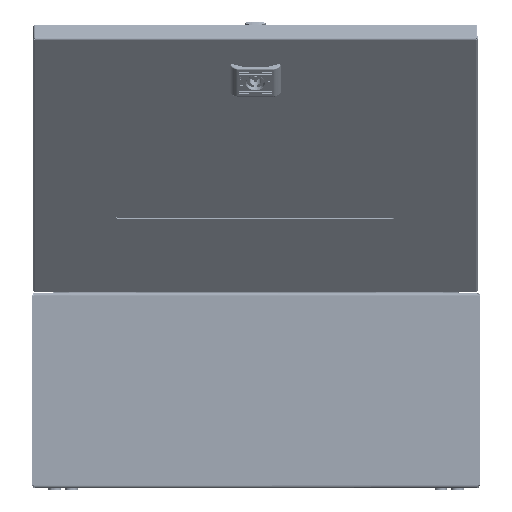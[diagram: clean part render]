
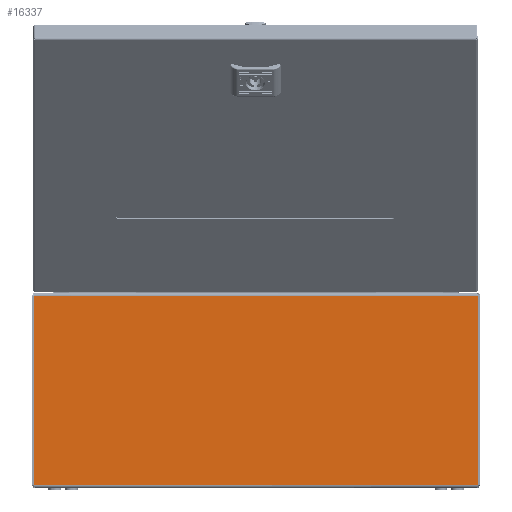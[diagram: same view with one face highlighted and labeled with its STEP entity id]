
A CAD part, front view. The second image highlights one B-rep face of the part: STEP entity #16337.
In plain terms, the highlighted planar face has unit normal (0, -1, 0).
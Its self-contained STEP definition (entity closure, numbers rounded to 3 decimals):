
#2092 = VERTEX_POINT ( 'NONE', #63854 ) ;
#2199 = VERTEX_POINT ( 'NONE', #139463 ) ;
#16337 = ADVANCED_FACE ( 'NONE', ( #29978 ), #29979, .F. ) ;
#22463 = LINE ( 'NONE', #22466, #43934 ) ;
#22466 = CARTESIAN_POINT ( 'NONE',  ( 197.793, -150., 170.5 ) ) ;
#22468 = DIRECTION ( 'NONE',  ( -1., 0., 0. ) ) ;
#29975 = CARTESIAN_POINT ( 'NONE',  ( -198.5, -150., 172. ) ) ;
#29978 = FACE_OUTER_BOUND ( 'NONE', #139060, .T. ) ;
#29979 = PLANE ( 'NONE',  #133708 ) ;
#29982 = DIRECTION ( 'NONE',  ( 0., 1., 0. ) ) ;
#29983 = DIRECTION ( 'NONE',  ( 0., 0., 1. ) ) ;
#43196 = VECTOR ( 'NONE', #146064, 1000. ) ;
#43562 = VECTOR ( 'NONE', #144995, 1000. ) ;
#43934 = VECTOR ( 'NONE', #22468, 1000. ) ;
#44210 = VECTOR ( 'NONE', #144982, 1000. ) ;
#62944 = VERTEX_POINT ( 'NONE', #92263 ) ;
#63854 = CARTESIAN_POINT ( 'NONE',  ( 198.4, -150., 170.5 ) ) ;
#65522 = CARTESIAN_POINT ( 'NONE',  ( -198.4, -150., 1.5 ) ) ;
#85049 = ORIENTED_EDGE ( 'NONE', *, *, #110945, .T. ) ;
#85052 = ORIENTED_EDGE ( 'NONE', *, *, #109367, .F. ) ;
#85055 = ORIENTED_EDGE ( 'NONE', *, *, #109370, .F. ) ;
#85058 = ORIENTED_EDGE ( 'NONE', *, *, #109604, .T. ) ;
#92263 = CARTESIAN_POINT ( 'NONE',  ( 198.4, -150., 1.5 ) ) ;
#109367 = EDGE_CURVE ( 'NONE', #114692, #2199, #144977, .T. ) ;
#109370 = EDGE_CURVE ( 'NONE', #62944, #114692, #144990, .T. ) ;
#109604 = EDGE_CURVE ( 'NONE', #62944, #2092, #146061, .T. ) ;
#110945 = EDGE_CURVE ( 'NONE', #2092, #2199, #22463, .T. ) ;
#114692 = VERTEX_POINT ( 'NONE', #65522 ) ;
#133708 = AXIS2_PLACEMENT_3D ( 'NONE', #29975, #29982, #29983 ) ;
#139060 = EDGE_LOOP ( 'NONE', ( #85049, #85052, #85055, #85058 ) ) ;
#139463 = CARTESIAN_POINT ( 'NONE',  ( -198.4, -150., 170.5 ) ) ;
#144977 = LINE ( 'NONE', #144978, #44210 ) ;
#144978 = CARTESIAN_POINT ( 'NONE',  ( -198.4, -150., 1.5 ) ) ;
#144982 = DIRECTION ( 'NONE',  ( 0., 0., 1. ) ) ;
#144990 = LINE ( 'NONE', #144993, #43562 ) ;
#144993 = CARTESIAN_POINT ( 'NONE',  ( -198.5, -150., 1.5 ) ) ;
#144995 = DIRECTION ( 'NONE',  ( -1., 0., 0. ) ) ;
#146061 = LINE ( 'NONE', #146063, #43196 ) ;
#146063 = CARTESIAN_POINT ( 'NONE',  ( 198.4, -150., 1.5 ) ) ;
#146064 = DIRECTION ( 'NONE',  ( 0., 0., 1. ) ) ;
